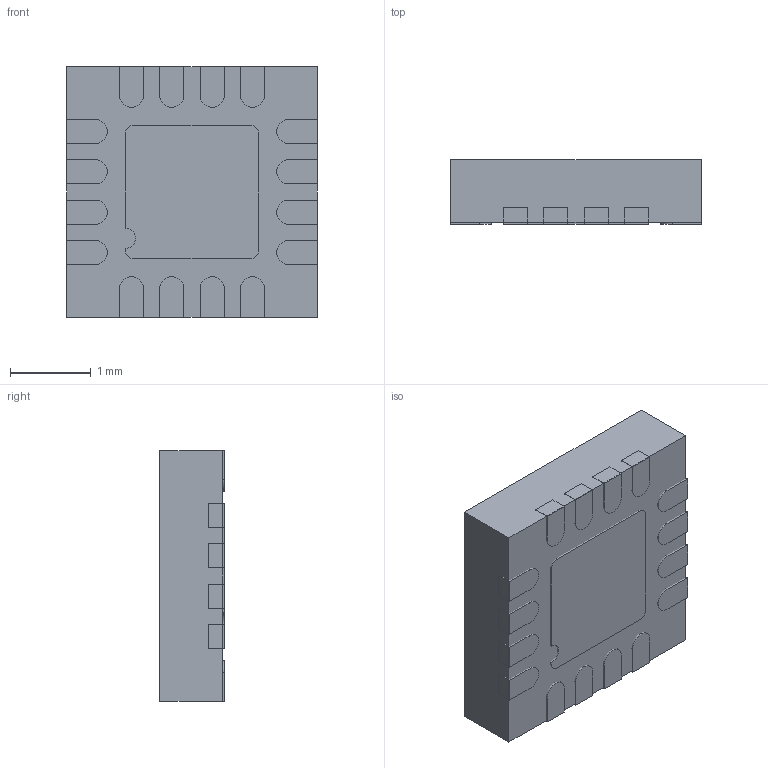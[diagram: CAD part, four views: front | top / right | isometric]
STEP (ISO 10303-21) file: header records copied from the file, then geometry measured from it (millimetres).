
FILE_DESCRIPTION (( 'STEP AP214' ), '1' );
FILE_NAME ('CP-16-27.STEP', '2018-11-30T15:37:51', ( '' ), ( '' ), 'SwSTEP 2.0', 'SolidWorks 2018', '' );
FILE_SCHEMA (( 'AUTOMOTIVE_DESIGN' ));
Length unit declared in the file: millimetre
Products named in the file (4): P; EP; Body; CP-16-27
Assembly tree (18 placements, depth 2):
  CP-16-27
    Body
    P  x16
    EP
Bounding box: 3.12 x 0.8 x 3.12 mm (x, y, z)
Surface area: 45.1 mm2
Topology: 18 solids, 18 shells, 215 faces, 504 edges, 336 vertices
Faces by surface type: plane 137, cylinder 39, bspline 39
Entity records: 5976 total; most frequent: CARTESIAN_POINT 3211, ORIENTED_EDGE 558, DIRECTION 403, EDGE_CURVE 279, VERTEX_POINT 186, VECTOR 183, LINE 183, EDGE_LOOP 121
